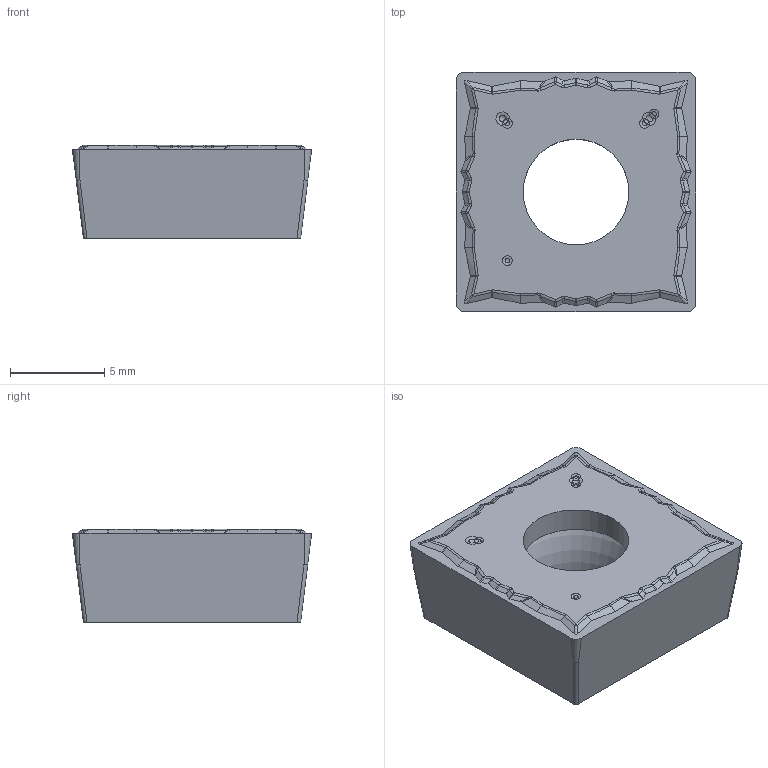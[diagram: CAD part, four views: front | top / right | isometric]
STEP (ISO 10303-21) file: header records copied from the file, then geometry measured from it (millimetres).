
FILE_DESCRIPTION(/* description */ (''),/* implementation_level */ '2;1');
FILE_NAME(/* name */ 'SCMT120404E-FM.stp',/* time_stamp */ '2022-01-17T09:24:52+01:00',/* author */ (''),/* organization */ (''),/* preprocessor_version */ 'ST-DEVELOPER v16.7',/* originating_system */ 'SIEMENS PLM Software NX 12.0',/* authorisation */ '');
FILE_SCHEMA (('AUTOMOTIVE_DESIGN { 1 0 10303 214 3 1 1 1 }'));
Length unit declared in the file: millimetre
Products named in the file (1): pi253590753Cuh4e
Bounding box: 12.7 x 12.7 x 4.96 mm (x, y, z)
Volume: 586.5 mm3; surface area: 592.4 mm2
Topology: 1 solids, 1 shells, 257 faces, 642 edges, 387 vertices
Faces by surface type: bspline 133, cylinder 62, plane 39, sphere 12, torus 7, cone 4
Full cylindrical faces by diameter (mm): 5.6 x2
Entity records: 10445 total; most frequent: CARTESIAN_POINT 5313, ORIENTED_EDGE 1258, DIRECTION 781, EDGE_CURVE 629, VERTEX_POINT 383, AXIS2_PLACEMENT_3D 307, B_SPLINE_CURVE_WITH_KNOTS 280, EDGE_LOOP 268
